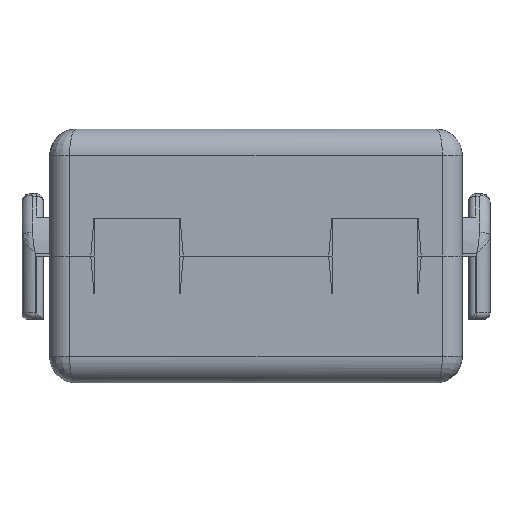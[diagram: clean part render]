
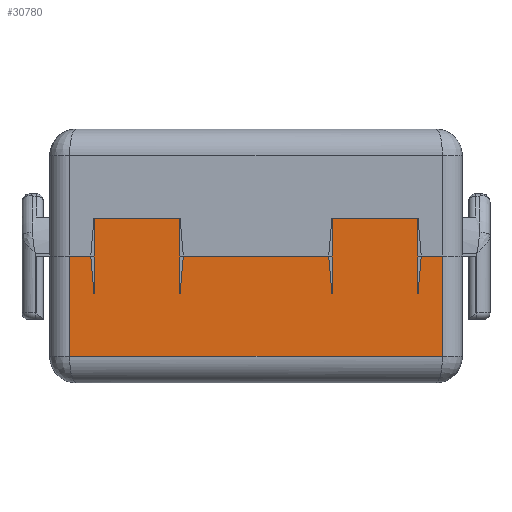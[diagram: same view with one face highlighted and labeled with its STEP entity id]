
A CAD part, front view. The second image highlights one B-rep face of the part: STEP entity #30780.
In plain terms, the highlighted face is planar.
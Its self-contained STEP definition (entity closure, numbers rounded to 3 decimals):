
#11282=ORIENTED_EDGE('',*,*,#15889,.F.);
#11283=ORIENTED_EDGE('',*,*,#15887,.T.);
#11284=ORIENTED_EDGE('',*,*,#15885,.T.);
#11285=ORIENTED_EDGE('',*,*,#15883,.T.);
#11286=ORIENTED_EDGE('',*,*,#15882,.T.);
#11287=ORIENTED_EDGE('',*,*,#15881,.T.);
#11288=ORIENTED_EDGE('',*,*,#15880,.T.);
#11289=ORIENTED_EDGE('',*,*,#15876,.T.);
#11290=ORIENTED_EDGE('',*,*,#14947,.F.);
#11291=ORIENTED_EDGE('',*,*,#15890,.F.);
#11292=ORIENTED_EDGE('',*,*,#15891,.F.);
#11293=ORIENTED_EDGE('',*,*,#15892,.F.);
#11294=ORIENTED_EDGE('',*,*,#15875,.F.);
#11295=ORIENTED_EDGE('',*,*,#15872,.T.);
#11296=ORIENTED_EDGE('',*,*,#15870,.T.);
#11297=ORIENTED_EDGE('',*,*,#15867,.T.);
#11298=ORIENTED_EDGE('',*,*,#14954,.F.);
#11299=ORIENTED_EDGE('',*,*,#15893,.T.);
#11300=ORIENTED_EDGE('',*,*,#15894,.T.);
#11301=ORIENTED_EDGE('',*,*,#15895,.T.);
#14947=EDGE_CURVE('',#18264,#18265,#21102,.T.);
#14954=EDGE_CURVE('',#18270,#18271,#21109,.T.);
#15867=EDGE_CURVE('',#18856,#18271,#21734,.T.);
#15870=EDGE_CURVE('',#18857,#18856,#21737,.T.);
#15872=EDGE_CURVE('',#18858,#18857,#21739,.T.);
#15875=EDGE_CURVE('',#18858,#18859,#21742,.T.);
#15876=EDGE_CURVE('',#18860,#18265,#21743,.T.);
#15880=EDGE_CURVE('',#18861,#18860,#21746,.T.);
#15881=EDGE_CURVE('',#18846,#18861,#21747,.T.);
#15882=EDGE_CURVE('',#18847,#18846,#21748,.T.);
#15883=EDGE_CURVE('',#18862,#18847,#21749,.T.);
#15885=EDGE_CURVE('',#18863,#18862,#21750,.T.);
#15887=EDGE_CURVE('',#18864,#18863,#21752,.T.);
#15889=EDGE_CURVE('',#18864,#18865,#21754,.T.);
#15890=EDGE_CURVE('',#18866,#18264,#21755,.T.);
#15891=EDGE_CURVE('',#18867,#18866,#21756,.T.);
#15892=EDGE_CURVE('',#18859,#18867,#21757,.T.);
#15893=EDGE_CURVE('',#18270,#18868,#21758,.T.);
#15894=EDGE_CURVE('',#18868,#18869,#21759,.T.);
#15895=EDGE_CURVE('',#18869,#18865,#21760,.T.);
#18264=VERTEX_POINT('',#51483);
#18265=VERTEX_POINT('',#51485);
#18270=VERTEX_POINT('',#51498);
#18271=VERTEX_POINT('',#51500);
#18846=VERTEX_POINT('',#56469);
#18847=VERTEX_POINT('',#56533);
#18856=VERTEX_POINT('',#56572);
#18857=VERTEX_POINT('',#56577);
#18858=VERTEX_POINT('',#56581);
#18859=VERTEX_POINT('',#56585);
#18860=VERTEX_POINT('',#56589);
#18861=VERTEX_POINT('',#56593);
#18862=VERTEX_POINT('',#56602);
#18863=VERTEX_POINT('',#56606);
#18864=VERTEX_POINT('',#56610);
#18865=VERTEX_POINT('',#56614);
#18866=VERTEX_POINT('',#56616);
#18867=VERTEX_POINT('',#56618);
#18868=VERTEX_POINT('',#56621);
#18869=VERTEX_POINT('',#56623);
#21102=LINE('',#51484,#24007);
#21109=LINE('',#51499,#24014);
#21734=LINE('',#56571,#24639);
#21737=LINE('',#56576,#24642);
#21739=LINE('',#56580,#24644);
#21742=LINE('',#56586,#24647);
#21743=LINE('',#56588,#24648);
#21746=LINE('',#56595,#24651);
#21747=LINE('',#56597,#24652);
#21748=LINE('',#56599,#24653);
#21749=LINE('',#56601,#24654);
#21750=LINE('',#56605,#24655);
#21752=LINE('',#56609,#24657);
#21754=LINE('',#56613,#24659);
#21755=LINE('',#56615,#24660);
#21756=LINE('',#56617,#24661);
#21757=LINE('',#56619,#24662);
#21758=LINE('',#56620,#24663);
#21759=LINE('',#56622,#24664);
#21760=LINE('',#56624,#24665);
#24007=VECTOR('',#39715,1000.);
#24014=VECTOR('',#39726,1000.);
#24639=VECTOR('',#41201,1000.);
#24642=VECTOR('',#41206,1000.);
#24644=VECTOR('',#41210,1000.);
#24647=VECTOR('',#41215,1000.);
#24648=VECTOR('',#41218,1000.);
#24651=VECTOR('',#41225,1000.);
#24652=VECTOR('',#41228,1000.);
#24653=VECTOR('',#41231,1000.);
#24654=VECTOR('',#41234,1000.);
#24655=VECTOR('',#41239,1000.);
#24657=VECTOR('',#41243,1000.);
#24659=VECTOR('',#41247,1000.);
#24660=VECTOR('',#41248,1000.);
#24661=VECTOR('',#41249,1000.);
#24662=VECTOR('',#41250,1000.);
#24663=VECTOR('',#41251,1000.);
#24664=VECTOR('',#41252,1000.);
#24665=VECTOR('',#41253,1000.);
#26422=EDGE_LOOP('',(#11282,#11283,#11284,#11285,#11286,#11287,#11288,#11289,
#11290,#11291,#11292,#11293,#11294,#11295,#11296,#11297,#11298,#11299,#11300,
#11301));
#28176=FACE_BOUND('',#26422,.T.);
#29130=PLANE('',#33341);
#30780=ADVANCED_FACE('',(#28176),#29130,.F.);
#33341=AXIS2_PLACEMENT_3D('',#56612,#41245,#41246);
#39715=DIRECTION('',(1.,0.,0.));
#39726=DIRECTION('',(1.,0.,0.));
#41201=DIRECTION('',(-0.087,0.,0.996));
#41206=DIRECTION('',(-1.,0.,0.));
#41210=DIRECTION('',(-0.087,0.,-0.996));
#41215=DIRECTION('',(1.,0.,0.));
#41218=DIRECTION('',(-0.087,0.,0.996));
#41225=DIRECTION('',(-1.,0.,0.));
#41228=DIRECTION('',(0.,0.,-1.));
#41231=DIRECTION('',(1.,0.,0.));
#41234=DIRECTION('',(0.,0.,1.));
#41239=DIRECTION('',(-1.,0.,0.));
#41243=DIRECTION('',(-0.087,0.,-0.996));
#41245=DIRECTION('',(0.,-1.,0.));
#41246=DIRECTION('',(-1.,0.,0.));
#41247=DIRECTION('',(1.,0.,0.));
#41248=DIRECTION('',(0.,0.,1.));
#41249=DIRECTION('',(1.,0.,0.));
#41250=DIRECTION('',(0.,0.,-1.));
#41251=DIRECTION('',(0.,0.,-1.));
#41252=DIRECTION('',(-1.,0.,0.));
#41253=DIRECTION('',(0.,0.,1.));
#51483=CARTESIAN_POINT('',(-39.884,98.763,7.286));
#51484=CARTESIAN_POINT('',(-67.734,98.763,7.286));
#51485=CARTESIAN_POINT('',(-39.879,98.763,7.286));
#51498=CARTESIAN_POINT('',(-57.884,98.763,7.286));
#51499=CARTESIAN_POINT('',(-67.734,98.763,7.286));
#51500=CARTESIAN_POINT('',(-57.879,98.763,7.286));
#56469=CARTESIAN_POINT('',(-38.034,98.763,12.084));
#56533=CARTESIAN_POINT('',(-66.234,98.763,12.084));
#56571=CARTESIAN_POINT('',(-58.454,98.763,13.85));
#56572=CARTESIAN_POINT('',(-57.634,98.763,4.486));
#56576=CARTESIAN_POINT('',(-67.734,98.763,4.486));
#56577=CARTESIAN_POINT('',(-46.634,98.763,4.486));
#56580=CARTESIAN_POINT('',(-45.815,98.763,13.85));
#56581=CARTESIAN_POINT('',(-46.389,98.763,7.286));
#56585=CARTESIAN_POINT('',(-46.384,98.763,7.286));
#56586=CARTESIAN_POINT('',(-67.734,98.763,7.286));
#56588=CARTESIAN_POINT('',(-40.454,98.763,13.85));
#56589=CARTESIAN_POINT('',(-39.634,98.763,4.486));
#56593=CARTESIAN_POINT('',(-38.034,98.763,4.486));
#56595=CARTESIAN_POINT('',(-67.734,98.763,4.486));
#56597=CARTESIAN_POINT('',(-38.034,98.763,13.886));
#56599=CARTESIAN_POINT('',(-38.034,98.763,12.084));
#56601=CARTESIAN_POINT('',(-66.234,98.763,13.886));
#56602=CARTESIAN_POINT('',(-66.234,98.763,4.486));
#56605=CARTESIAN_POINT('',(-67.734,98.763,4.486));
#56606=CARTESIAN_POINT('',(-64.634,98.763,4.486));
#56609=CARTESIAN_POINT('',(-63.815,98.763,13.85));
#56610=CARTESIAN_POINT('',(-64.389,98.763,7.286));
#56612=CARTESIAN_POINT('',(-67.734,98.763,13.886));
#56613=CARTESIAN_POINT('',(-67.734,98.763,7.286));
#56614=CARTESIAN_POINT('',(-64.384,98.763,7.286));
#56615=CARTESIAN_POINT('',(-39.884,98.763,1.686));
#56616=CARTESIAN_POINT('',(-39.884,98.763,1.686));
#56617=CARTESIAN_POINT('',(-46.384,98.763,1.686));
#56618=CARTESIAN_POINT('',(-46.384,98.763,1.686));
#56619=CARTESIAN_POINT('',(-46.384,98.763,7.286));
#56620=CARTESIAN_POINT('',(-57.884,98.763,7.286));
#56621=CARTESIAN_POINT('',(-57.884,98.763,1.686));
#56622=CARTESIAN_POINT('',(-57.884,98.763,1.686));
#56623=CARTESIAN_POINT('',(-64.384,98.763,1.686));
#56624=CARTESIAN_POINT('',(-64.384,98.763,1.686));
